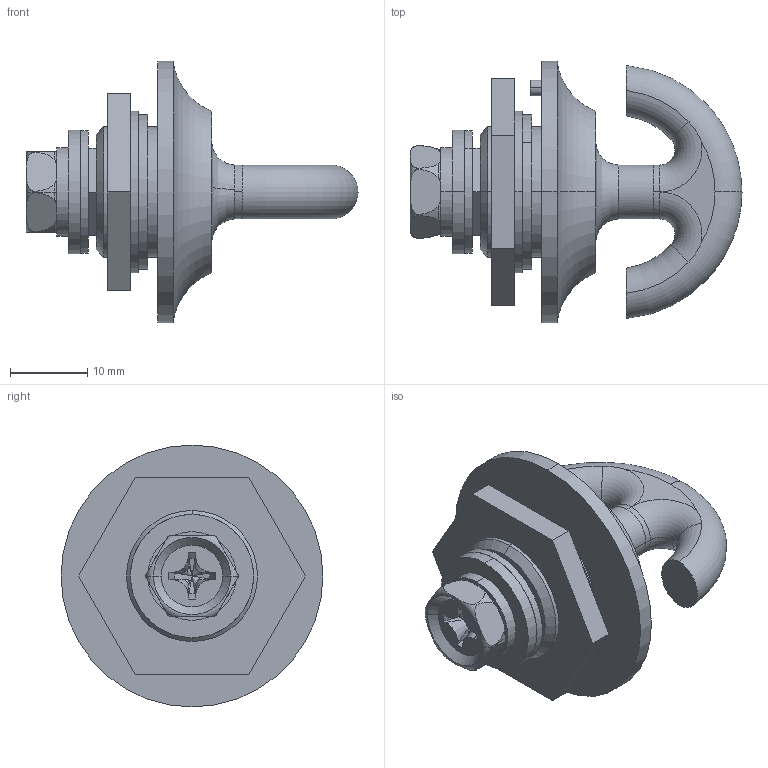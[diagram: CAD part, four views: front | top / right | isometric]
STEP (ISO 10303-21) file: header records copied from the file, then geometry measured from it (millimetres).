
FILE_DESCRIPTION (( 'STEP AP203' ), '1' );
FILE_NAME ('A-20-3.STEP', '2012-05-22T06:39:09', ( '11sw' ), ( 'タキゲン製造株式会社' ), 'SwSTEP 2.0', 'SolidWorks 2011', '' );
FILE_SCHEMA (( 'CONFIG_CONTROL_DESIGN' ));
Length unit declared in the file: millimetre
Products named in the file (9): A-20-3; A-20-3儕儞僌儚僢僔儍乕_; A-20-3ワッシャー_; A-20-3SW_; 十字穴付き六角ボルトM6_M6×L14; A-20-3六角ナット_; A-20-3スペーサー_; A-20-3受座_; A-20-3本体_
Assembly tree (8 placements, depth 2):
  A-20-3
    A-20-3儕儞僌儚僢僔儍乕_
    A-20-3ワッシャー_
    A-20-3SW_
    十字穴付き六角ボルトM6_M6×L14
    A-20-3六角ナット_
    A-20-3スペーサー_
    A-20-3受座_
    A-20-3本体_
Bounding box: 43.1 x 34 x 34 mm (x, y, z)
Volume: 10044.8 mm3; surface area: 8453.2 mm2
Topology: 8 solids, 8 shells, 154 faces, 352 edges, 215 vertices
Faces by surface type: plane 67, cylinder 40, torus 26, bspline 17, cone 4
Entity records: 6509 total; most frequent: CARTESIAN_POINT 2184, DIRECTION 713, ORIENTED_EDGE 688, EDGE_CURVE 344, AXIS2_PLACEMENT_3D 295, VERTEX_POINT 215, EDGE_LOOP 175, ADVANCED_FACE 154
